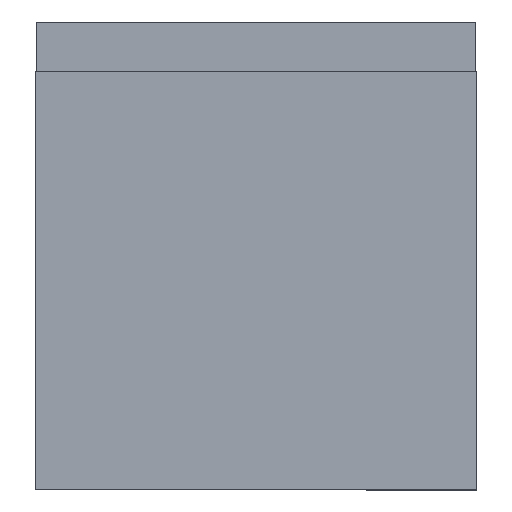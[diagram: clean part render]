
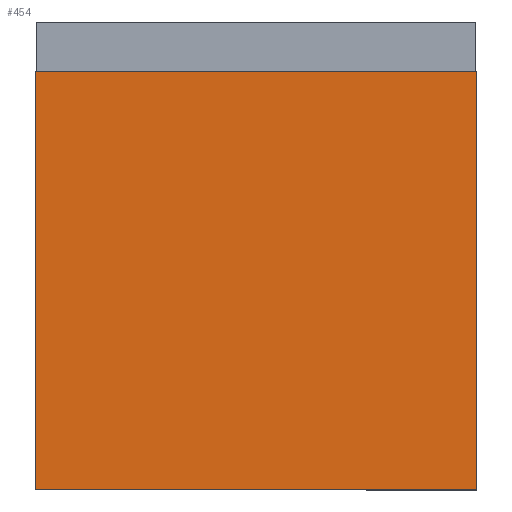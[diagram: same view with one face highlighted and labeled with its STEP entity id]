
A CAD part, front view. The second image highlights one B-rep face of the part: STEP entity #454.
In plain terms, the highlighted planar face has unit normal (0, -1, 0).
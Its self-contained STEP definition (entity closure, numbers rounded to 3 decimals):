
#15 = VECTOR ( 'NONE', #302, 1000. ) ;
#20 = EDGE_LOOP ( 'NONE', ( #101, #436, #542, #205 ) ) ;
#22 = LINE ( 'NONE', #138, #487 ) ;
#49 = PLANE ( 'NONE',  #192 ) ;
#91 = CARTESIAN_POINT ( 'NONE',  ( 21., 0., 36. ) ) ;
#101 = ORIENTED_EDGE ( 'NONE', *, *, #460, .F. ) ;
#138 = CARTESIAN_POINT ( 'NONE',  ( 19., 0., 0. ) ) ;
#178 = CARTESIAN_POINT ( 'NONE',  ( 21., 0., 0. ) ) ;
#183 = DIRECTION ( 'NONE',  ( 0., 0., -1. ) ) ;
#192 = AXIS2_PLACEMENT_3D ( 'NONE', #493, #313, #183 ) ;
#205 = ORIENTED_EDGE ( 'NONE', *, *, #285, .T. ) ;
#208 = CARTESIAN_POINT ( 'NONE',  ( 19., 0., 36. ) ) ;
#224 = VERTEX_POINT ( 'NONE', #208 ) ;
#270 = CARTESIAN_POINT ( 'NONE',  ( -19., 0., 36. ) ) ;
#272 = DIRECTION ( 'NONE',  ( 0., 0., -1. ) ) ;
#273 = LINE ( 'NONE', #481, #15 ) ;
#285 = EDGE_CURVE ( 'NONE', #422, #366, #315, .T. ) ;
#302 = DIRECTION ( 'NONE',  ( 0., 0., -1. ) ) ;
#309 = VECTOR ( 'NONE', #483, 1000. ) ;
#313 = DIRECTION ( 'NONE',  ( 0., -1., 0. ) ) ;
#315 = LINE ( 'NONE', #178, #309 ) ;
#322 = FACE_OUTER_BOUND ( 'NONE', #20, .T. ) ;
#338 = CARTESIAN_POINT ( 'NONE',  ( 19., 0., 0. ) ) ;
#340 = LINE ( 'NONE', #91, #379 ) ;
#356 = DIRECTION ( 'NONE',  ( 1., 0., 0. ) ) ;
#366 = VERTEX_POINT ( 'NONE', #338 ) ;
#379 = VECTOR ( 'NONE', #356, 1000. ) ;
#386 = EDGE_CURVE ( 'NONE', #450, #422, #273, .T. ) ;
#422 = VERTEX_POINT ( 'NONE', #526 ) ;
#436 = ORIENTED_EDGE ( 'NONE', *, *, #475, .F. ) ;
#450 = VERTEX_POINT ( 'NONE', #270 ) ;
#454 = ADVANCED_FACE ( 'NONE', ( #322 ), #49, .T. ) ;
#460 = EDGE_CURVE ( 'NONE', #224, #366, #22, .T. ) ;
#475 = EDGE_CURVE ( 'NONE', #450, #224, #340, .T. ) ;
#481 = CARTESIAN_POINT ( 'NONE',  ( -19., 0., 40.022 ) ) ;
#483 = DIRECTION ( 'NONE',  ( 1., 0., 0. ) ) ;
#487 = VECTOR ( 'NONE', #272, 1000. ) ;
#493 = CARTESIAN_POINT ( 'NONE',  ( 21., 0., 40.022 ) ) ;
#526 = CARTESIAN_POINT ( 'NONE',  ( -19., 0., 0. ) ) ;
#542 = ORIENTED_EDGE ( 'NONE', *, *, #386, .T. ) ;
